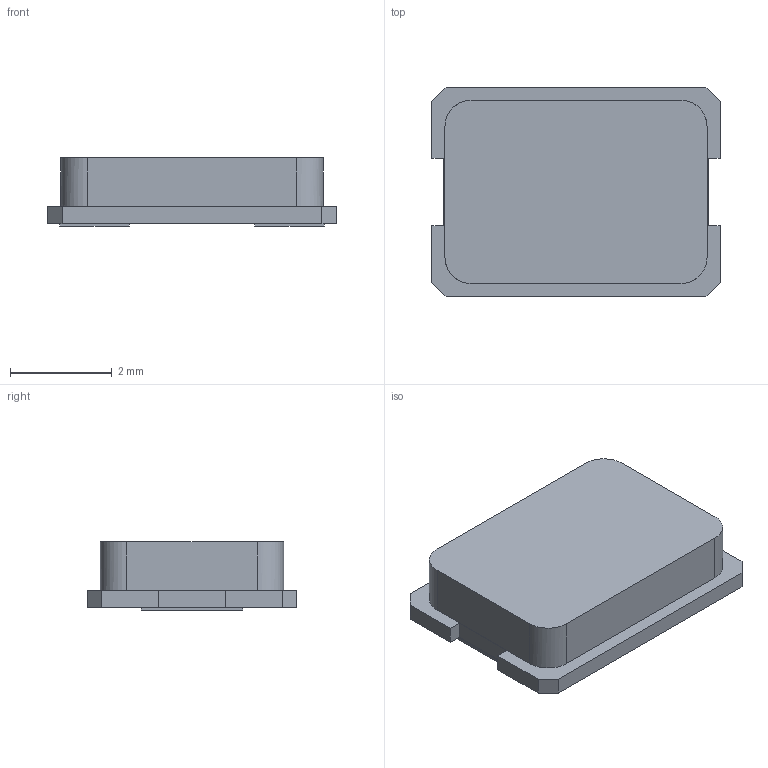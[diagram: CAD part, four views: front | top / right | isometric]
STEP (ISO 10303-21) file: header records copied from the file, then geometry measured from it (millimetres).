
FILE_DESCRIPTION (( 'STEP AP214' ), '1' );
FILE_NAME ('AA-8.000MALV-T.STEP', '2024-05-25T12:35:35', ( '' ), ( '' ), 'SwSTEP 2.0', 'SolidWorks 2016', '' );
FILE_SCHEMA (( 'AUTOMOTIVE_DESIGN' ));
Length unit declared in the file: millimetre
Products named in the file (1): AA-8.000MALV-T
Bounding box: 5.67 x 4.12 x 1.35 mm (x, y, z)
Volume: 25.5 mm3; surface area: 116.2 mm2
Topology: 4 solids, 4 shells, 40 faces, 96 edges, 64 vertices
Faces by surface type: plane 36, cylinder 4
Entity records: 1235 total; most frequent: CARTESIAN_POINT 255, ORIENTED_EDGE 192, DIRECTION 170, EDGE_CURVE 96, VECTOR 80, LINE 80, VERTEX_POINT 64, AXIS2_PLACEMENT_3D 45
